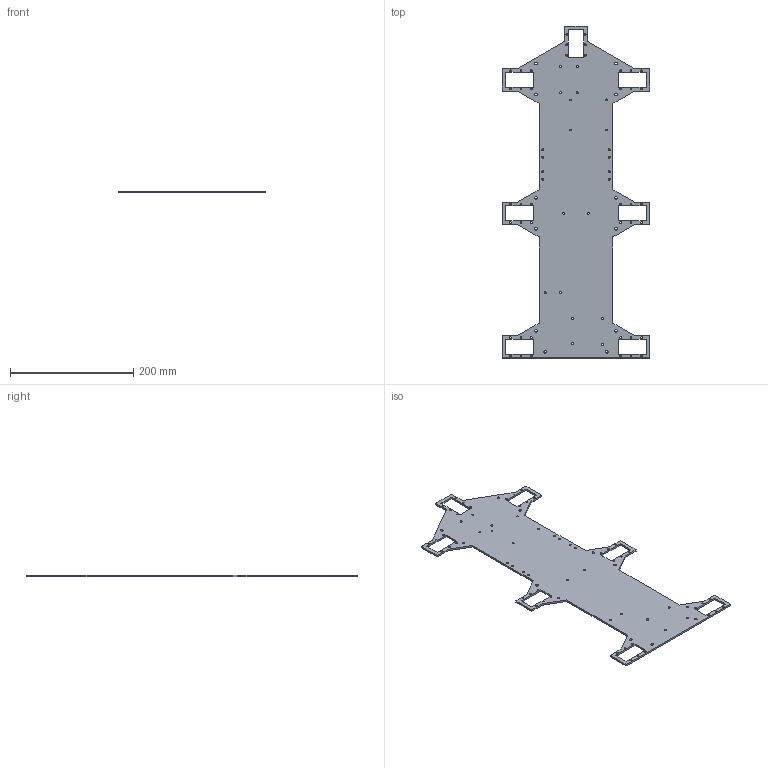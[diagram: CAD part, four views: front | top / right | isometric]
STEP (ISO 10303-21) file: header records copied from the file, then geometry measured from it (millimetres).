
FILE_DESCRIPTION(('FreeCAD Model'),'2;1');
FILE_NAME('Open CASCADE Shape Model','2022-03-25T02:13:16',('Author'),( ''),'Open CASCADE STEP processor 7.5','FreeCAD','Unknown');
FILE_SCHEMA(('AUTOMOTIVE_DESIGN { 1 0 10303 214 1 1 1 1 }'));
Length unit declared in the file: millimetre
Products named in the file (1): Body
Bounding box: 240 x 539.37 x 3 mm (x, y, z)
Volume: 209895.4 mm3; surface area: 150701.7 mm2
Topology: 1 solids, 1 shells, 142 faces, 420 edges, 280 vertices
Faces by surface type: cylinder 78, plane 64
Full cylindrical faces by diameter (mm): 2.7 x42, 2.9 x4, 3.2 x12, 3.4 x4, 3.6 x4, 4.3 x12
Entity records: 10622 total; most frequent: DIRECTION 1702, CARTESIAN_POINT 1683, LINE 948, VECTOR 948, ORIENTED_EDGE 840, PCURVE 840, DEFINITIONAL_REPRESENTATION 840, EDGE_CURVE 420
